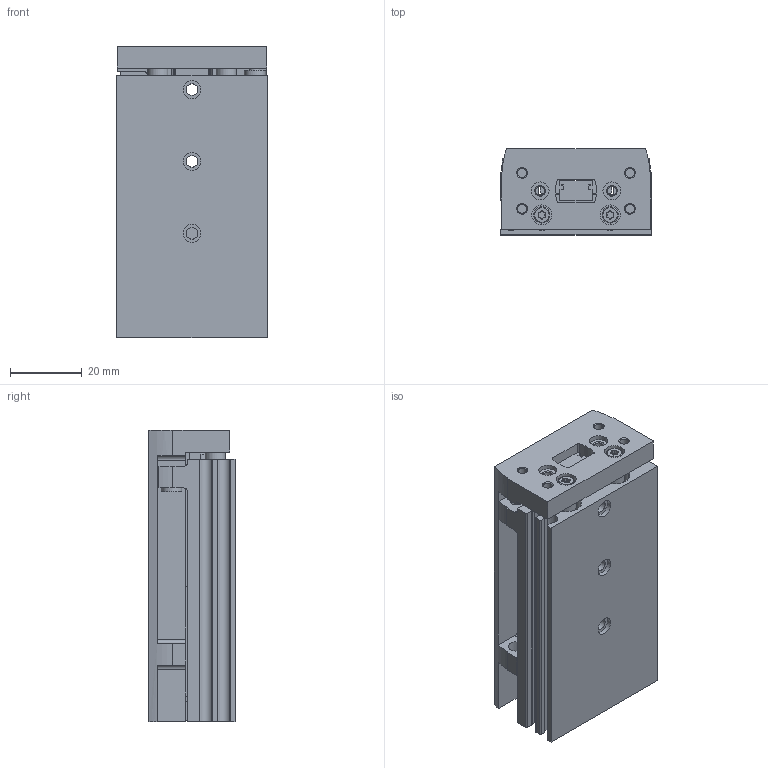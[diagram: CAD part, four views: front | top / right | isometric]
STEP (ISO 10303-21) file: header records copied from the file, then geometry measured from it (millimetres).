
FILE_DESCRIPTION(/* description */ ('STEP AP214'),/* implementation_level */ '2;1');
FILE_NAME(/* name */ '8078836_DGST-8-40-E1A',/* time_stamp */ '2024-08-16T08:19:50+02:00',/* author */ ('License CC BY-ND 4.0'),/* organization */ ('CADENAS'),/* preprocessor_version */ 'ST-DEVELOPER v19.3',/* originating_system */ 'PARTsolutions',/* authorisation */ ' ');
FILE_SCHEMA (('AUTOMOTIVE_DESIGN {1 0 10303 214 3 1 1}'));
Length unit declared in the file: millimetre
Products named in the file (3): 8078836 DGST-8-40-E1A---(0-high); 8073892 DGST-8-40---E1---(mechanical-high)h; 8073892 DGST-8-40---(mechanical-high)s
Assembly tree (2 placements, depth 2):
  8078836 DGST-8-40-E1A---(0-high)
    8073892 DGST-8-40---E1---(mechanical-high)h
    8073892 DGST-8-40---(mechanical-high)s
Bounding box: 42 x 24 x 81 mm (x, y, z)
Volume: 60691.4 mm3; surface area: 30638.3 mm2
Topology: 2 solids, 2 shells, 425 faces, 1029 edges, 674 vertices
Faces by surface type: cylinder 211, plane 176, cone 28, torus 10
Full cylindrical faces by diameter (mm): 2.459 x14, 3 x1, 3.242 x3, 3.7 x1, 4 x4, 4.134 x2, 4.459 x2, 4.5 x2, 5 x7, 5.5 x4, 5.6 x4, 5.8 x2, 6 x13, 8 x6
Entity records: 13425 total; most frequent: DIRECTION 2234, CARTESIAN_POINT 2048, ORIENTED_EDGE 1844, EDGE_CURVE 922, AXIS2_PLACEMENT_3D 892, VERTEX_POINT 670, EDGE_LOOP 618, FACE_BOUND 618
